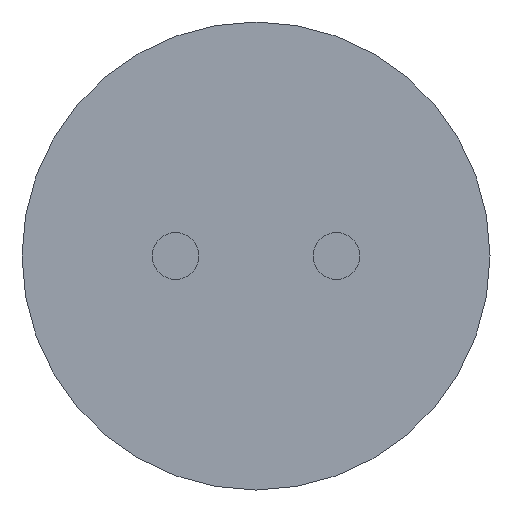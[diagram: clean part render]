
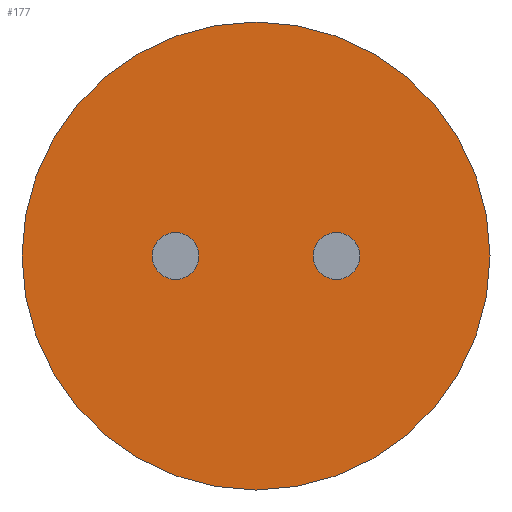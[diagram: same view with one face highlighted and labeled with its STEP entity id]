
A CAD part, front view. The second image highlights one B-rep face of the part: STEP entity #177.
In plain terms, the highlighted planar face has unit normal (0, -1, 0).
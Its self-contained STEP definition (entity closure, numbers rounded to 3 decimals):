
#3 = CARTESIAN_POINT ( 'NONE',  ( 0.55, 0., 0. ) ) ;
#4 = VERTEX_POINT ( 'NONE', #47 ) ;
#8 = DIRECTION ( 'NONE',  ( 0., 1., 0. ) ) ;
#9 = ORIENTED_EDGE ( 'NONE', *, *, #250, .T. ) ;
#10 = CARTESIAN_POINT ( 'NONE',  ( 0.71, 0., 0. ) ) ;
#14 = EDGE_CURVE ( 'NONE', #356, #4, #59, .T. ) ;
#23 = VERTEX_POINT ( 'NONE', #137 ) ;
#25 = VERTEX_POINT ( 'NONE', #132 ) ;
#35 = CARTESIAN_POINT ( 'NONE',  ( -0.55, 0., 0. ) ) ;
#38 = DIRECTION ( 'NONE',  ( -1., 0., 0. ) ) ;
#40 = AXIS2_PLACEMENT_3D ( 'NONE', #292, #109, #113 ) ;
#43 = CARTESIAN_POINT ( 'NONE',  ( 0., 0., 0. ) ) ;
#45 = AXIS2_PLACEMENT_3D ( 'NONE', #256, #140, #284 ) ;
#47 = CARTESIAN_POINT ( 'NONE',  ( 0.39, 0., 0. ) ) ;
#55 = EDGE_LOOP ( 'NONE', ( #9, #288 ) ) ;
#59 = CIRCLE ( 'NONE', #45, 0.16 ) ;
#60 = ORIENTED_EDGE ( 'NONE', *, *, #71, .F. ) ;
#68 = CIRCLE ( 'NONE', #162, 0.16 ) ;
#71 = EDGE_CURVE ( 'NONE', #362, #25, #372, .T. ) ;
#76 = CIRCLE ( 'NONE', #164, 0.16 ) ;
#77 = FACE_OUTER_BOUND ( 'NONE', #323, .T. ) ;
#80 = CARTESIAN_POINT ( 'NONE',  ( 0., 0., 0. ) ) ;
#87 = AXIS2_PLACEMENT_3D ( 'NONE', #43, #219, #38 ) ;
#88 = DIRECTION ( 'NONE',  ( -1., 0., 0. ) ) ;
#94 = DIRECTION ( 'NONE',  ( 0., 1., 0. ) ) ;
#100 = EDGE_LOOP ( 'NONE', ( #252, #197 ) ) ;
#109 = DIRECTION ( 'NONE',  ( 0., -1., 0. ) ) ;
#113 = DIRECTION ( 'NONE',  ( 1., 0., 0. ) ) ;
#123 = AXIS2_PLACEMENT_3D ( 'NONE', #80, #258, #319 ) ;
#132 = CARTESIAN_POINT ( 'NONE',  ( -1.6, 0., 0. ) ) ;
#135 = FACE_BOUND ( 'NONE', #55, .T. ) ;
#137 = CARTESIAN_POINT ( 'NONE',  ( -0.39, 0., 0. ) ) ;
#140 = DIRECTION ( 'NONE',  ( 0., 1., 0. ) ) ;
#162 = AXIS2_PLACEMENT_3D ( 'NONE', #201, #264, #324 ) ;
#164 = AXIS2_PLACEMENT_3D ( 'NONE', #3, #8, #88 ) ;
#175 = PLANE ( 'NONE',  #40 ) ;
#177 = ADVANCED_FACE ( 'NONE', ( #77, #363, #135 ), #175, .T. ) ;
#192 = EDGE_CURVE ( 'NONE', #23, #203, #68, .T. ) ;
#197 = ORIENTED_EDGE ( 'NONE', *, *, #14, .T. ) ;
#201 = CARTESIAN_POINT ( 'NONE',  ( -0.55, 0., 0. ) ) ;
#203 = VERTEX_POINT ( 'NONE', #238 ) ;
#210 = CIRCLE ( 'NONE', #87, 1.6 ) ;
#214 = CARTESIAN_POINT ( 'NONE',  ( 1.6, 0., 0. ) ) ;
#219 = DIRECTION ( 'NONE',  ( 0., 1., 0. ) ) ;
#238 = CARTESIAN_POINT ( 'NONE',  ( -0.71, 0., 0. ) ) ;
#239 = AXIS2_PLACEMENT_3D ( 'NONE', #35, #94, #329 ) ;
#246 = ORIENTED_EDGE ( 'NONE', *, *, #368, .F. ) ;
#250 = EDGE_CURVE ( 'NONE', #203, #23, #254, .T. ) ;
#252 = ORIENTED_EDGE ( 'NONE', *, *, #277, .T. ) ;
#254 = CIRCLE ( 'NONE', #239, 0.16 ) ;
#256 = CARTESIAN_POINT ( 'NONE',  ( 0.55, 0., 0. ) ) ;
#258 = DIRECTION ( 'NONE',  ( 0., 1., 0. ) ) ;
#264 = DIRECTION ( 'NONE',  ( 0., 1., 0. ) ) ;
#277 = EDGE_CURVE ( 'NONE', #4, #356, #76, .T. ) ;
#284 = DIRECTION ( 'NONE',  ( -1., 0., 0. ) ) ;
#288 = ORIENTED_EDGE ( 'NONE', *, *, #192, .T. ) ;
#292 = CARTESIAN_POINT ( 'NONE',  ( 0., 0., 0. ) ) ;
#319 = DIRECTION ( 'NONE',  ( -1., 0., 0. ) ) ;
#323 = EDGE_LOOP ( 'NONE', ( #246, #60 ) ) ;
#324 = DIRECTION ( 'NONE',  ( -1., 0., 0. ) ) ;
#329 = DIRECTION ( 'NONE',  ( -1., 0., 0. ) ) ;
#356 = VERTEX_POINT ( 'NONE', #10 ) ;
#362 = VERTEX_POINT ( 'NONE', #214 ) ;
#363 = FACE_BOUND ( 'NONE', #100, .T. ) ;
#368 = EDGE_CURVE ( 'NONE', #25, #362, #210, .T. ) ;
#372 = CIRCLE ( 'NONE', #123, 1.6 ) ;
